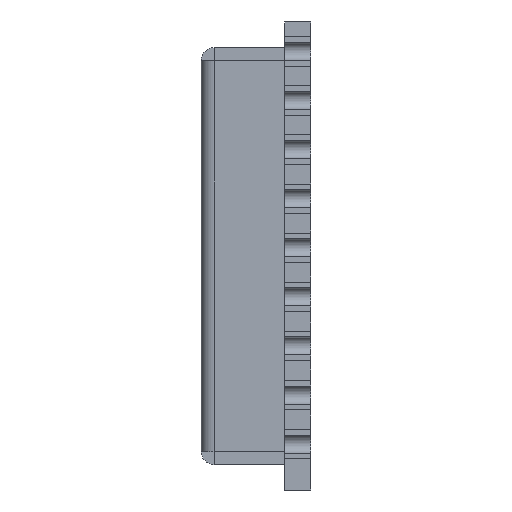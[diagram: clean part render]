
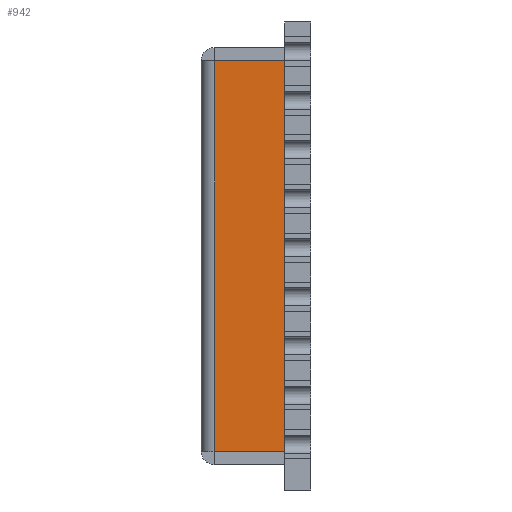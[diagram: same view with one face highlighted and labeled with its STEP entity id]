
A CAD part, left-side view. The second image highlights one B-rep face of the part: STEP entity #942.
In plain terms, the highlighted planar face has unit normal (-1, 0, 0).
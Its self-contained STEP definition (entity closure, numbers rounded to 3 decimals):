
#593 = EDGE_CURVE ( 'NONE', #12359, #2386, #12671, .T. ) ;
#770 = CARTESIAN_POINT ( 'NONE',  ( -7.87, 2.95, -5.976 ) ) ;
#942 = ADVANCED_FACE ( 'NONE', ( #7179 ), #10519, .T. ) ;
#1064 = DIRECTION ( 'NONE',  ( 0., 1., 0. ) ) ;
#1406 = DIRECTION ( 'NONE',  ( -1., 0., 0. ) ) ;
#2386 = VERTEX_POINT ( 'NONE', #7978 ) ;
#3553 = LINE ( 'NONE', #10656, #9403 ) ;
#4604 = AXIS2_PLACEMENT_3D ( 'NONE', #12096, #1406, #14577 ) ;
#5647 = ORIENTED_EDGE ( 'NONE', *, *, #13802, .F. ) ;
#5854 = CARTESIAN_POINT ( 'NONE',  ( -7.87, 0.8, 5.966 ) ) ;
#5942 = DIRECTION ( 'NONE',  ( 0., 0., -1. ) ) ;
#6234 = LINE ( 'NONE', #11847, #6338 ) ;
#6338 = VECTOR ( 'NONE', #7798, 1000. ) ;
#6386 = VECTOR ( 'NONE', #15741, 1000. ) ;
#7179 = FACE_OUTER_BOUND ( 'NONE', #11073, .T. ) ;
#7361 = ORIENTED_EDGE ( 'NONE', *, *, #593, .F. ) ;
#7798 = DIRECTION ( 'NONE',  ( 0., 0., -1. ) ) ;
#7978 = CARTESIAN_POINT ( 'NONE',  ( -7.87, 2.94, -5.976 ) ) ;
#9403 = VECTOR ( 'NONE', #1064, 1000. ) ;
#10189 = CARTESIAN_POINT ( 'NONE',  ( -7.87, 2.94, 5.966 ) ) ;
#10519 = PLANE ( 'NONE',  #4604 ) ;
#10656 = CARTESIAN_POINT ( 'NONE',  ( -7.87, 0., 5.966 ) ) ;
#11073 = EDGE_LOOP ( 'NONE', ( #7361, #5647, #11950, #14250 ) ) ;
#11341 = LINE ( 'NONE', #15683, #17121 ) ;
#11847 = CARTESIAN_POINT ( 'NONE',  ( -7.87, 2.94, 0. ) ) ;
#11950 = ORIENTED_EDGE ( 'NONE', *, *, #12952, .T. ) ;
#12096 = CARTESIAN_POINT ( 'NONE',  ( -7.87, 0., 0. ) ) ;
#12359 = VERTEX_POINT ( 'NONE', #12828 ) ;
#12671 = LINE ( 'NONE', #770, #6386 ) ;
#12828 = CARTESIAN_POINT ( 'NONE',  ( -7.87, 0.8, -5.976 ) ) ;
#12952 = EDGE_CURVE ( 'NONE', #15120, #15970, #3553, .T. ) ;
#13802 = EDGE_CURVE ( 'NONE', #15120, #12359, #11341, .T. ) ;
#14250 = ORIENTED_EDGE ( 'NONE', *, *, #16723, .T. ) ;
#14577 = DIRECTION ( 'NONE',  ( 0., -1., 0. ) ) ;
#15120 = VERTEX_POINT ( 'NONE', #5854 ) ;
#15683 = CARTESIAN_POINT ( 'NONE',  ( -7.87, 0.8, -6.38 ) ) ;
#15741 = DIRECTION ( 'NONE',  ( 0., 1., 0. ) ) ;
#15970 = VERTEX_POINT ( 'NONE', #10189 ) ;
#16723 = EDGE_CURVE ( 'NONE', #15970, #2386, #6234, .T. ) ;
#17121 = VECTOR ( 'NONE', #5942, 1000. ) ;
